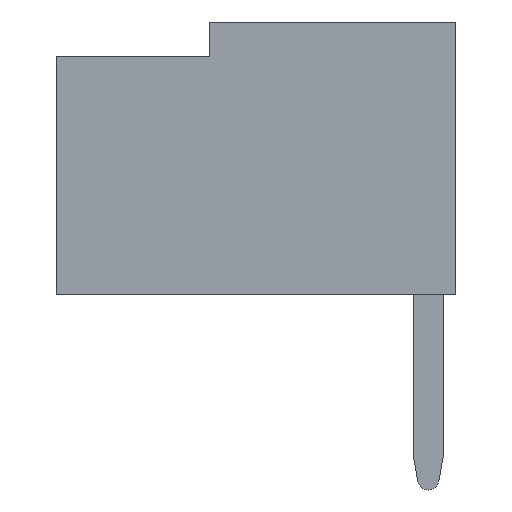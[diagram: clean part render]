
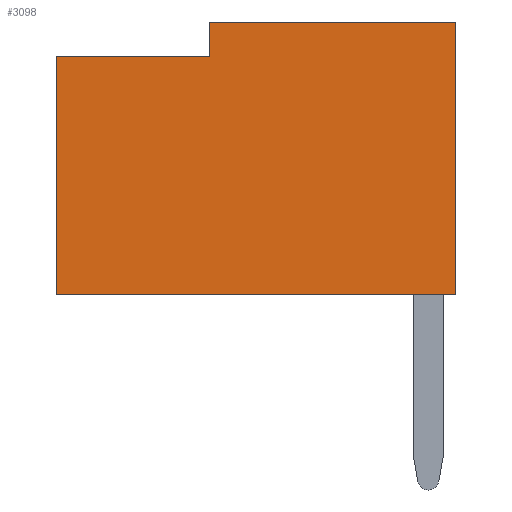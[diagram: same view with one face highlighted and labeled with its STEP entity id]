
A CAD part, left-side view. The second image highlights one B-rep face of the part: STEP entity #3098.
In plain terms, the highlighted planar face has unit normal (-1, 0, 0).
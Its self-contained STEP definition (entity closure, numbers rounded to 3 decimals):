
#2217=CARTESIAN_POINT('',(-9.,2.9,1.6));
#2218=VERTEX_POINT('',#2217);
#2225=CARTESIAN_POINT('',(-9.,0.,1.6));
#2226=VERTEX_POINT('',#2225);
#2227=CARTESIAN_POINT('',(-9.,0.,1.6));
#2228=DIRECTION('',(0.,1.,0.));
#2229=VECTOR('',#2228,2.9);
#2230=LINE('',#2227,#2229);
#2231=EDGE_CURVE('',#2226,#2218,#2230,.T.);
#2353=CARTESIAN_POINT('',(-9.,0.,-1.6));
#2354=VERTEX_POINT('',#2353);
#2361=CARTESIAN_POINT('',(-9.,4.7,-1.6));
#2362=VERTEX_POINT('',#2361);
#2363=CARTESIAN_POINT('',(-9.,4.7,-1.6));
#2364=DIRECTION('',(0.,-1.,0.));
#2365=VECTOR('',#2364,4.7);
#2366=LINE('',#2363,#2365);
#2367=EDGE_CURVE('',#2362,#2354,#2366,.T.);
#3050=CARTESIAN_POINT('',(-9.,2.9,1.2));
#3051=VERTEX_POINT('',#3050);
#3058=CARTESIAN_POINT('',(-9.,2.9,1.6));
#3059=DIRECTION('',(0.,0.,-1.));
#3060=VECTOR('',#3059,0.4);
#3061=LINE('',#3058,#3060);
#3062=EDGE_CURVE('',#2218,#3051,#3061,.T.);
#3068=CARTESIAN_POINT('',(-9.,0.,-1.6));
#3069=DIRECTION('',(0.,0.,1.));
#3070=DIRECTION('',(-1.,0.,0.));
#3071=AXIS2_PLACEMENT_3D('',#3068,#3070,#3069);
#3072=PLANE('',#3071);
#3073=CARTESIAN_POINT('',(-9.,4.7,1.2));
#3074=VERTEX_POINT('',#3073);
#3075=CARTESIAN_POINT('',(-9.,4.7,1.2));
#3076=DIRECTION('',(0.,-1.,0.));
#3077=VECTOR('',#3076,1.8);
#3078=LINE('',#3075,#3077);
#3079=EDGE_CURVE('',#3074,#3051,#3078,.T.);
#3080=ORIENTED_EDGE('',*,*,#3079,.F.);
#3081=CARTESIAN_POINT('',(-9.,4.7,-1.6));
#3082=DIRECTION('',(0.,0.,1.));
#3083=VECTOR('',#3082,2.8);
#3084=LINE('',#3081,#3083);
#3085=EDGE_CURVE('',#2362,#3074,#3084,.T.);
#3086=ORIENTED_EDGE('',*,*,#3085,.F.);
#3087=ORIENTED_EDGE('',*,*,#2367,.T.);
#3088=CARTESIAN_POINT('',(-9.,0.,1.6));
#3089=DIRECTION('',(0.,0.,-1.));
#3090=VECTOR('',#3089,3.2);
#3091=LINE('',#3088,#3090);
#3092=EDGE_CURVE('',#2226,#2354,#3091,.T.);
#3093=ORIENTED_EDGE('',*,*,#3092,.F.);
#3094=ORIENTED_EDGE('',*,*,#2231,.T.);
#3095=ORIENTED_EDGE('',*,*,#3062,.T.);
#3096=EDGE_LOOP('',(#3080,#3086,#3087,#3093,#3094,#3095));
#3097=FACE_OUTER_BOUND('',#3096,.T.);
#3098=ADVANCED_FACE('',(#3097),#3072,.T.);
